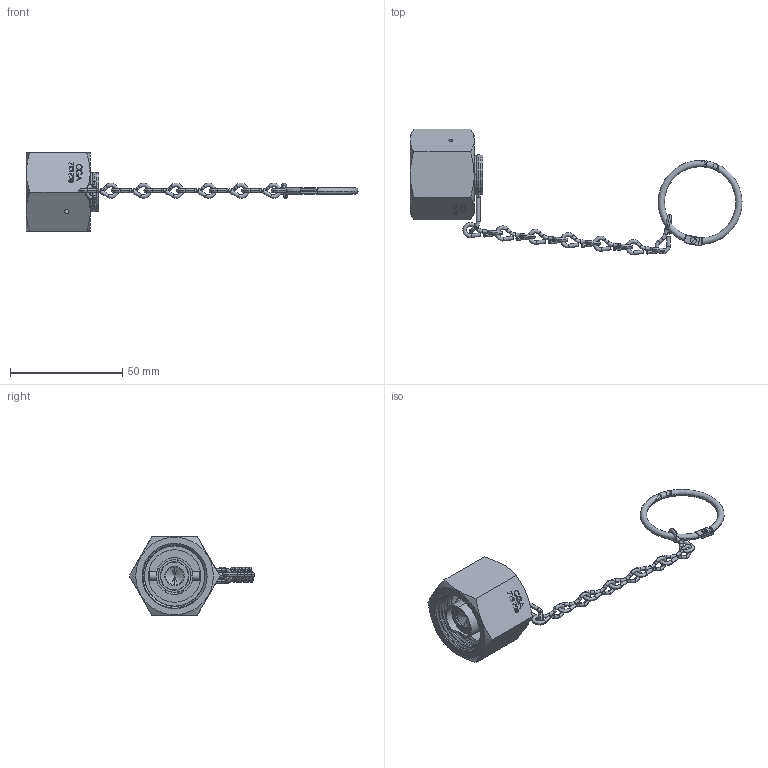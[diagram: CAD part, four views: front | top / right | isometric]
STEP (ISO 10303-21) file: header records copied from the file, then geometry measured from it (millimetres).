
FILE_DESCRIPTION (( 'STEP AP203' ), '1' );
FILE_NAME ('CAP-GT71SS.STEP', '2025-08-22T19:52:54', ( '' ), ( '' ), 'SwSTEP 2.0', 'SolidWorks 2018', '' );
FILE_SCHEMA (( 'CONFIG_CONTROL_DESIGN' ));
Length unit declared in the file: inch
Products named in the file (11): PRT-003606; PRT-002245_RING-1.187D HALF; ASY-000691; CAP-GT71SS; ASY-000211_One Link Bent; ASY-000709; PRT-000403; PRT-002239_STAINLESS; PRT-001180; PRT-002255_SMALL PIN; PRT-001390
Assembly tree (17 placements, depth 3):
  CAP-GT71SS
    ASY-000691
      PRT-003606
      PRT-000403
    PRT-001180
    PRT-001390
    ASY-000211_One Link Bent
      PRT-002239_STAINLESS  x7
    ASY-000709
      PRT-002245_RING-1.187D HALF  x2
      PRT-002255_SMALL PIN
Bounding box: 147.79 x 55.83 x 34.92 mm (x, y, z)
Volume: 24087.9 mm3; surface area: 14038.3 mm2
Topology: 14 solids, 14 shells, 563 faces, 1439 edges, 911 vertices
Faces by surface type: plane 206, cylinder 161, bspline 86, torus 80, sphere 16, cone 14
Entity records: 19991 total; most frequent: CARTESIAN_POINT 9205, ORIENTED_EDGE 2100, DIRECTION 1765, EDGE_CURVE 1050, VERTEX_POINT 690, AXIS2_PLACEMENT_3D 638, VECTOR 489, LINE 489
